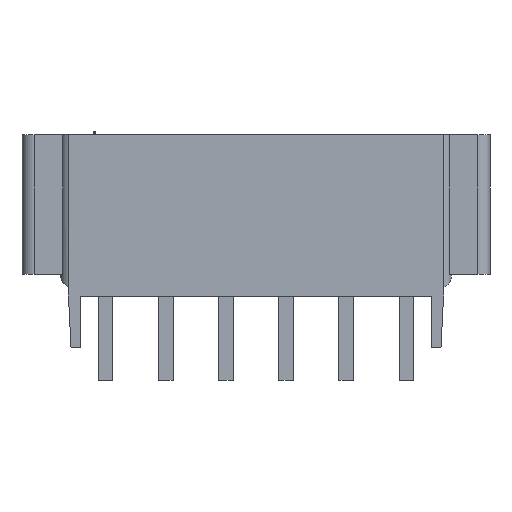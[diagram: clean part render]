
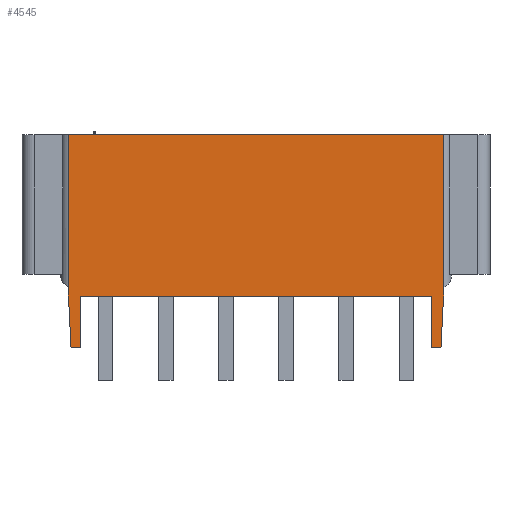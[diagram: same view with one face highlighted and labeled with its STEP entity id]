
A CAD part, front view. The second image highlights one B-rep face of the part: STEP entity #4545.
In plain terms, the highlighted planar face has unit normal (0, -1, 0).
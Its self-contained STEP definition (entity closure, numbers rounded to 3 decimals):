
#92=DIRECTION('',(1.,0.,0.));
#93=VECTOR('',#92,15.875);
#94=CARTESIAN_POINT('',(-7.938,-2.388,0.));
#95=LINE('',#94,#93);
#355=DIRECTION('',(1.,0.,0.));
#356=VECTOR('',#355,14.859);
#357=CARTESIAN_POINT('',(-7.43,-2.388,-6.807));
#358=LINE('',#357,#356);
#359=DIRECTION('',(-0.05,0.,0.999));
#360=VECTOR('',#359,2.543);
#361=CARTESIAN_POINT('',(-7.811,-2.388,-8.966));
#362=LINE('',#361,#360);
#363=DIRECTION('',(0.,0.,1.));
#364=VECTOR('',#363,6.426);
#365=CARTESIAN_POINT('',(-7.938,-2.388,-6.426));
#366=LINE('',#365,#364);
#367=DIRECTION('',(0.,0.,-1.));
#368=VECTOR('',#367,6.426);
#369=CARTESIAN_POINT('',(7.938,-2.388,0.));
#370=LINE('',#369,#368);
#371=DIRECTION('',(-0.05,0.,-0.999));
#372=VECTOR('',#371,2.543);
#373=CARTESIAN_POINT('',(7.938,-2.388,-6.426));
#374=LINE('',#373,#372);
#379=DIRECTION('',(0.,0.,-1.));
#380=VECTOR('',#379,2.159);
#381=CARTESIAN_POINT('',(7.43,-2.388,-6.807));
#382=LINE('',#381,#380);
#400=DIRECTION('',(1.,0.,0.));
#401=VECTOR('',#400,0.381);
#402=CARTESIAN_POINT('',(7.43,-2.388,-8.966));
#403=LINE('',#402,#401);
#691=DIRECTION('',(0.,0.,-1.));
#692=VECTOR('',#691,2.159);
#693=CARTESIAN_POINT('',(-7.43,-2.388,-6.807));
#694=LINE('',#693,#692);
#713=DIRECTION('',(1.,0.,0.));
#714=VECTOR('',#713,0.381);
#715=CARTESIAN_POINT('',(-7.811,-2.388,-8.966));
#716=LINE('',#715,#714);
#3506=CARTESIAN_POINT('',(7.43,-2.388,-8.966));
#3508=VERTEX_POINT('',#3506);
#3511=CARTESIAN_POINT('',(-7.938,-2.388,0.));
#3512=VERTEX_POINT('',#3511);
#3513=CARTESIAN_POINT('',(7.938,-2.388,0.));
#3514=VERTEX_POINT('',#3513);
#3515=CARTESIAN_POINT('',(-7.43,-2.388,-8.966));
#3517=VERTEX_POINT('',#3515);
#3553=CARTESIAN_POINT('',(7.811,-2.388,-8.966));
#3555=VERTEX_POINT('',#3553);
#3558=CARTESIAN_POINT('',(7.938,-2.388,-6.426));
#3559=VERTEX_POINT('',#3558);
#3560=CARTESIAN_POINT('',(-7.811,-2.388,-8.966));
#3561=CARTESIAN_POINT('',(-7.938,-2.388,-6.426));
#3562=VERTEX_POINT('',#3560);
#3563=VERTEX_POINT('',#3561);
#3567=CARTESIAN_POINT('',(7.43,-2.388,-6.807));
#3568=VERTEX_POINT('',#3567);
#3569=CARTESIAN_POINT('',(-7.43,-2.388,-6.807));
#3570=VERTEX_POINT('',#3569);
#4522=CARTESIAN_POINT('',(-7.938,-2.388,0.));
#4523=DIRECTION('',(0.,-1.,0.));
#4524=DIRECTION('',(1.,0.,0.));
#4525=AXIS2_PLACEMENT_3D('',#4522,#4523,#4524);
#4526=PLANE('',#4525);
#4528=ORIENTED_EDGE('',*,*,#4527,.F.);
#4529=ORIENTED_EDGE('',*,*,#4390,.F.);
#4531=ORIENTED_EDGE('',*,*,#4530,.T.);
#4533=ORIENTED_EDGE('',*,*,#4532,.F.);
#4534=ORIENTED_EDGE('',*,*,#4500,.T.);
#4535=ORIENTED_EDGE('',*,*,#4517,.T.);
#4536=ORIENTED_EDGE('',*,*,#4249,.T.);
#4538=ORIENTED_EDGE('',*,*,#4537,.T.);
#4540=ORIENTED_EDGE('',*,*,#4539,.T.);
#4542=ORIENTED_EDGE('',*,*,#4541,.F.);
#4543=EDGE_LOOP('',(#4528,#4529,#4531,#4533,#4534,#4535,#4536,#4538,#4540,
#4542));
#4544=FACE_OUTER_BOUND('',#4543,.F.);
#4249=EDGE_CURVE('',#3512,#3514,#95,.T.);
#4390=EDGE_CURVE('',#3570,#3568,#358,.T.);
#4500=EDGE_CURVE('',#3562,#3563,#362,.T.);
#4517=EDGE_CURVE('',#3563,#3512,#366,.T.);
#4527=EDGE_CURVE('',#3568,#3508,#382,.T.);
#4530=EDGE_CURVE('',#3570,#3517,#694,.T.);
#4532=EDGE_CURVE('',#3562,#3517,#716,.T.);
#4537=EDGE_CURVE('',#3514,#3559,#370,.T.);
#4539=EDGE_CURVE('',#3559,#3555,#374,.T.);
#4541=EDGE_CURVE('',#3508,#3555,#403,.T.);
#4545=ADVANCED_FACE('',(#4544),#4526,.T.);
